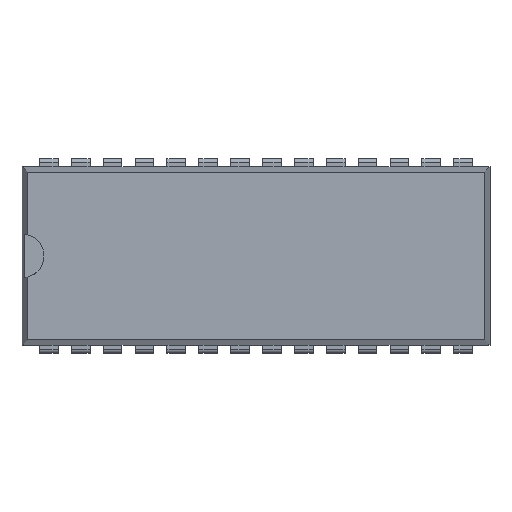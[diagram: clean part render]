
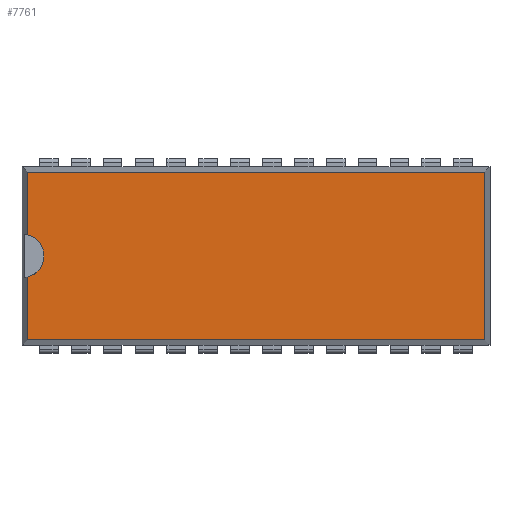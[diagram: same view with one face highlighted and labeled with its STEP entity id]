
A CAD part, top view. The second image highlights one B-rep face of the part: STEP entity #7761.
In plain terms, the highlighted planar face has unit normal (0, 0, 1).
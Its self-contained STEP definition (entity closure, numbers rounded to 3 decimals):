
#13 = VERTEX_POINT ( 'NONE', #13224 ) ;
#805 = CARTESIAN_POINT ( 'NONE',  ( -16.9, 0., 5.7 ) ) ;
#861 = CARTESIAN_POINT ( 'NONE',  ( -18.214, 1.695, 5.7 ) ) ;
#862 = DIRECTION ( 'NONE',  ( 1., 0., 0. ) ) ;
#863 = DIRECTION ( 'NONE',  ( 0., 0., 1. ) ) ;
#864 = CARTESIAN_POINT ( 'NONE',  ( -18.65, 0., 5.7 ) ) ;
#865 = AXIS2_PLACEMENT_3D ( 'NONE', #864, #863, #862 ) ;
#866 = CIRCLE ( 'NONE', #865, 1.75 ) ;
#1150 = EDGE_LOOP ( 'NONE', ( #8160, #7750, #8130, #8132, #7849, #8193, #8249 ) ) ;
#7749 = VERTEX_POINT ( 'NONE', #13369 ) ;
#7750 = ORIENTED_EDGE ( 'NONE', *, *, #8931, .F. ) ;
#7761 = ADVANCED_FACE ( 'NONE', ( #13358 ), #13396, .F. ) ;
#7848 = VERTEX_POINT ( 'NONE', #13582 ) ;
#7849 = ORIENTED_EDGE ( 'NONE', *, *, #8203, .T. ) ;
#7860 = EDGE_CURVE ( 'NONE', #7749, #7848, #13645, .T. ) ;
#8130 = ORIENTED_EDGE ( 'NONE', *, *, #8131, .F. ) ;
#8131 = EDGE_CURVE ( 'NONE', #7749, #8908, #14234, .T. ) ;
#8132 = ORIENTED_EDGE ( 'NONE', *, *, #7860, .T. ) ;
#8160 = ORIENTED_EDGE ( 'NONE', *, *, #8161, .T. ) ;
#8161 = EDGE_CURVE ( 'NONE', #13, #8932, #14348, .T. ) ;
#8176 = EDGE_CURVE ( 'NONE', #8192, #13, #14391, .T. ) ;
#8188 = EDGE_CURVE ( 'NONE', #8197, #8192, #14373, .T. ) ;
#8192 = VERTEX_POINT ( 'NONE', #14407 ) ;
#8193 = ORIENTED_EDGE ( 'NONE', *, *, #8188, .T. ) ;
#8197 = VERTEX_POINT ( 'NONE', #14402 ) ;
#8203 = EDGE_CURVE ( 'NONE', #7848, #8197, #14446, .T. ) ;
#8249 = ORIENTED_EDGE ( 'NONE', *, *, #8176, .T. ) ;
#8908 = VERTEX_POINT ( 'NONE', #805 ) ;
#8931 = EDGE_CURVE ( 'NONE', #8908, #8932, #866, .T. ) ;
#8932 = VERTEX_POINT ( 'NONE', #861 ) ;
#13224 = CARTESIAN_POINT ( 'NONE',  ( -18.214, 6.674, 5.7 ) ) ;
#13358 = FACE_OUTER_BOUND ( 'NONE', #1150, .T. ) ;
#13369 = CARTESIAN_POINT ( 'NONE',  ( -18.214, -1.695, 5.7 ) ) ;
#13392 = DIRECTION ( 'NONE',  ( -1., 0., 0. ) ) ;
#13393 = DIRECTION ( 'NONE',  ( 0., 0., -1. ) ) ;
#13394 = CARTESIAN_POINT ( 'NONE',  ( 0., 7.11, 5.7 ) ) ;
#13395 = AXIS2_PLACEMENT_3D ( 'NONE', #13394, #13393, #13392 ) ;
#13396 = PLANE ( 'NONE',  #13395 ) ;
#13582 = CARTESIAN_POINT ( 'NONE',  ( -18.214, -6.674, 5.7 ) ) ;
#13642 = DIRECTION ( 'NONE',  ( 0., -1., 0. ) ) ;
#13643 = VECTOR ( 'NONE', #13642, 1000. ) ;
#13644 = CARTESIAN_POINT ( 'NONE',  ( -18.214, 7.11, 5.7 ) ) ;
#13645 = LINE ( 'NONE', #13644, #13643 ) ;
#14230 = DIRECTION ( 'NONE',  ( 1., 0., 0. ) ) ;
#14231 = DIRECTION ( 'NONE',  ( 0., 0., 1. ) ) ;
#14232 = CARTESIAN_POINT ( 'NONE',  ( -18.65, 0., 5.7 ) ) ;
#14233 = AXIS2_PLACEMENT_3D ( 'NONE', #14232, #14231, #14230 ) ;
#14234 = CIRCLE ( 'NONE', #14233, 1.75 ) ;
#14345 = DIRECTION ( 'NONE',  ( 0., -1., 0. ) ) ;
#14346 = VECTOR ( 'NONE', #14345, 1000. ) ;
#14347 = CARTESIAN_POINT ( 'NONE',  ( -18.214, 7.11, 5.7 ) ) ;
#14348 = LINE ( 'NONE', #14347, #14346 ) ;
#14370 = DIRECTION ( 'NONE',  ( 0., 1., 0. ) ) ;
#14371 = VECTOR ( 'NONE', #14370, 1000. ) ;
#14372 = CARTESIAN_POINT ( 'NONE',  ( 18.214, 7.11, 5.7 ) ) ;
#14373 = LINE ( 'NONE', #14372, #14371 ) ;
#14388 = DIRECTION ( 'NONE',  ( -1., 0., 0. ) ) ;
#14389 = VECTOR ( 'NONE', #14388, 1000. ) ;
#14390 = CARTESIAN_POINT ( 'NONE',  ( 0., 6.674, 5.7 ) ) ;
#14391 = LINE ( 'NONE', #14390, #14389 ) ;
#14402 = CARTESIAN_POINT ( 'NONE',  ( 18.214, -6.674, 5.7 ) ) ;
#14407 = CARTESIAN_POINT ( 'NONE',  ( 18.214, 6.674, 5.7 ) ) ;
#14443 = DIRECTION ( 'NONE',  ( 1., 0., 0. ) ) ;
#14444 = VECTOR ( 'NONE', #14443, 1000. ) ;
#14445 = CARTESIAN_POINT ( 'NONE',  ( 0., -6.674, 5.7 ) ) ;
#14446 = LINE ( 'NONE', #14445, #14444 ) ;
